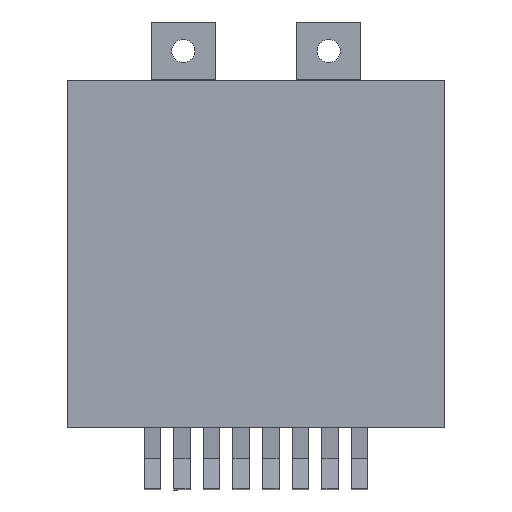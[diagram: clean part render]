
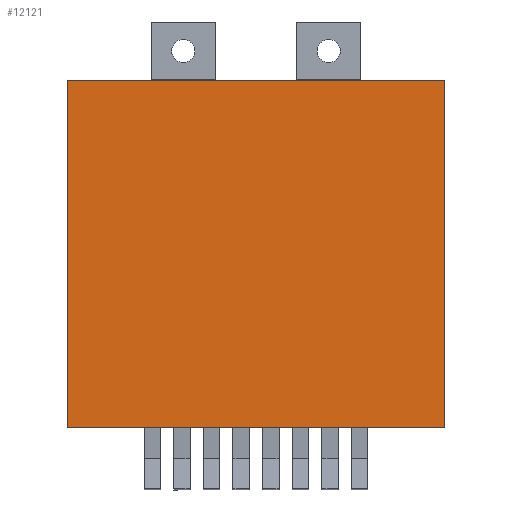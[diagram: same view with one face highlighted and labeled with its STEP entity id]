
A CAD part, front view. The second image highlights one B-rep face of the part: STEP entity #12121.
In plain terms, the highlighted face is planar.
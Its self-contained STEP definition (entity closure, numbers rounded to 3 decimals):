
#2446=ORIENTED_EDGE('',*,*,#4953,.T.);
#2447=ORIENTED_EDGE('',*,*,#4957,.T.);
#2448=ORIENTED_EDGE('',*,*,#4960,.T.);
#2449=ORIENTED_EDGE('',*,*,#4962,.T.);
#4953=EDGE_CURVE('',#6355,#6354,#7723,.T.);
#4957=EDGE_CURVE('',#6354,#6357,#7727,.T.);
#4960=EDGE_CURVE('',#6357,#6359,#7730,.T.);
#4962=EDGE_CURVE('',#6359,#6355,#7732,.T.);
#6354=VERTEX_POINT('',#18736);
#6355=VERTEX_POINT('',#18738);
#6357=VERTEX_POINT('',#18744);
#6359=VERTEX_POINT('',#18750);
#7723=LINE('',#18737,#9249);
#7727=LINE('',#18745,#9253);
#7730=LINE('',#18751,#9256);
#7732=LINE('',#18754,#9258);
#9249=VECTOR('',#15194,1000.);
#9253=VECTOR('',#15200,1000.);
#9256=VECTOR('',#15205,1000.);
#9258=VECTOR('',#15209,1000.);
#10293=EDGE_LOOP('',(#2446,#2447,#2448,#2449));
#10959=FACE_BOUND('',#10293,.T.);
#11533=PLANE('',#13006);
#12121=ADVANCED_FACE('',(#10959),#11533,.T.);
#13006=AXIS2_PLACEMENT_3D('',#18755,#15210,#15211);
#15194=DIRECTION('',(0.,-1.,0.));
#15200=DIRECTION('',(1.,0.,0.));
#15205=DIRECTION('',(0.,1.,0.));
#15209=DIRECTION('',(-1.,0.,0.));
#15210=DIRECTION('',(0.,0.,1.));
#15211=DIRECTION('',(1.,0.,0.));
#18736=CARTESIAN_POINT('',(-8.1,-7.45,0.05));
#18737=CARTESIAN_POINT('',(-8.1,7.45,0.05));
#18738=CARTESIAN_POINT('',(-8.1,7.45,0.05));
#18744=CARTESIAN_POINT('',(8.1,-7.45,0.05));
#18745=CARTESIAN_POINT('',(-8.1,-7.45,0.05));
#18750=CARTESIAN_POINT('',(8.1,7.45,0.05));
#18751=CARTESIAN_POINT('',(8.1,-7.45,0.05));
#18754=CARTESIAN_POINT('',(8.1,7.45,0.05));
#18755=CARTESIAN_POINT('',(0.,0.,0.05));
